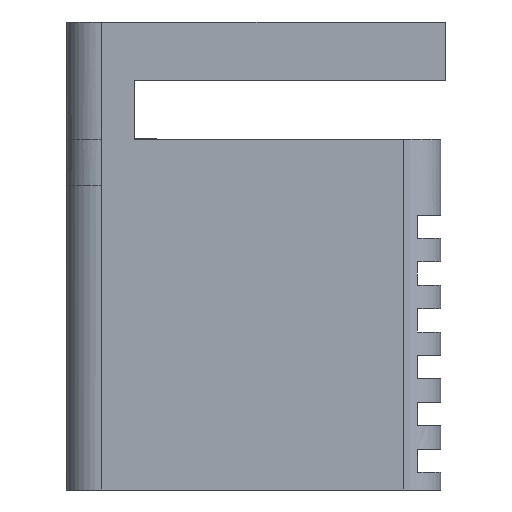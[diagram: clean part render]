
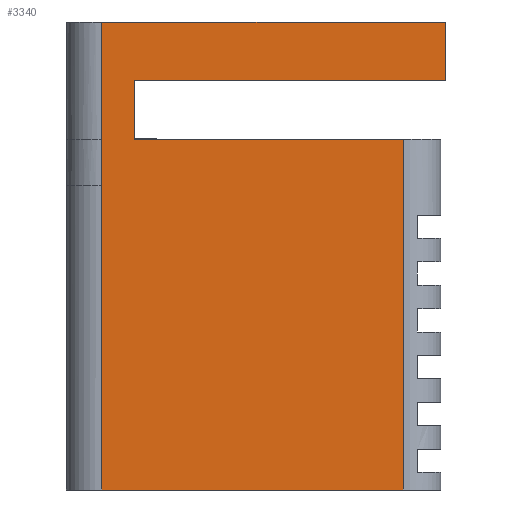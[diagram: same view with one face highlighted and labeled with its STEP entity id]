
A CAD part, front view. The second image highlights one B-rep face of the part: STEP entity #3340.
In plain terms, the highlighted planar face has unit normal (0, -1, 0).
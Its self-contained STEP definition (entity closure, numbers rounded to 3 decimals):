
#177=PLANE('',#3626);
#342=FACE_OUTER_BOUND('',#522,.T.);
#522=EDGE_LOOP('',(#3083,#3084,#3085,#3086,#3087,#3088,#3089,#3090,#3091,
#3092));
#689=LINE('',#4988,#1065);
#768=LINE('',#5214,#1144);
#798=LINE('',#5298,#1174);
#850=LINE('',#5405,#1226);
#885=LINE('',#5518,#1261);
#886=LINE('',#5520,#1262);
#887=LINE('',#5523,#1263);
#888=LINE('',#5525,#1264);
#889=LINE('',#5527,#1265);
#890=LINE('',#5528,#1266);
#1065=VECTOR('',#4006,10.);
#1144=VECTOR('',#4231,10.);
#1174=VECTOR('',#4355,10.);
#1226=VECTOR('',#4435,10.);
#1261=VECTOR('',#4506,1.);
#1262=VECTOR('',#4509,10.);
#1263=VECTOR('',#4512,10.);
#1264=VECTOR('',#4513,10.);
#1265=VECTOR('',#4514,10.);
#1266=VECTOR('',#4515,10.);
#1559=VERTEX_POINT('',#4985);
#1560=VERTEX_POINT('',#4987);
#1634=VERTEX_POINT('',#5212);
#1641=VERTEX_POINT('',#5296);
#1682=VERTEX_POINT('',#5403);
#1703=VERTEX_POINT('',#5505);
#1706=VERTEX_POINT('',#5511);
#1707=VERTEX_POINT('',#5522);
#1708=VERTEX_POINT('',#5524);
#1709=VERTEX_POINT('',#5526);
#1929=EDGE_CURVE('',#1560,#1559,#689,.T.);
#2045=EDGE_CURVE('',#1634,#1559,#768,.T.);
#2085=EDGE_CURVE('',#1634,#1641,#798,.T.);
#2137=EDGE_CURVE('',#1682,#1641,#850,.T.);
#2179=EDGE_CURVE('',#1706,#1703,#885,.T.);
#2180=EDGE_CURVE('',#1560,#1706,#886,.T.);
#2181=EDGE_CURVE('',#1707,#1682,#887,.T.);
#2182=EDGE_CURVE('',#1708,#1707,#888,.T.);
#2183=EDGE_CURVE('',#1709,#1708,#889,.T.);
#2184=EDGE_CURVE('',#1709,#1703,#890,.T.);
#3083=ORIENTED_EDGE('',*,*,#2045,.F.);
#3084=ORIENTED_EDGE('',*,*,#2085,.T.);
#3085=ORIENTED_EDGE('',*,*,#2137,.F.);
#3086=ORIENTED_EDGE('',*,*,#2181,.F.);
#3087=ORIENTED_EDGE('',*,*,#2182,.F.);
#3088=ORIENTED_EDGE('',*,*,#2183,.F.);
#3089=ORIENTED_EDGE('',*,*,#2184,.T.);
#3090=ORIENTED_EDGE('',*,*,#2179,.F.);
#3091=ORIENTED_EDGE('',*,*,#2180,.F.);
#3092=ORIENTED_EDGE('',*,*,#1929,.T.);
#3340=ADVANCED_FACE('',(#342),#177,.T.);
#3626=AXIS2_PLACEMENT_3D('',#5521,#4510,#4511);
#4006=DIRECTION('',(1.,0.,0.));
#4231=DIRECTION('',(0.,0.,-1.));
#4355=DIRECTION('',(-1.,0.,0.));
#4435=DIRECTION('',(0.,0.,-1.));
#4506=DIRECTION('',(0.,0.,1.));
#4509=DIRECTION('',(0.,0.,1.));
#4510=DIRECTION('center_axis',(0.,-1.,0.));
#4511=DIRECTION('ref_axis',(-1.,0.,0.));
#4512=DIRECTION('',(-1.,0.,0.));
#4513=DIRECTION('',(0.,0.,-1.));
#4514=DIRECTION('',(1.,0.,0.));
#4515=DIRECTION('',(0.,0.,-1.));
#4985=CARTESIAN_POINT('',(1.942,-23.115,-14.987));
#4987=CARTESIAN_POINT('',(-10.958,-23.115,-14.987));
#4988=CARTESIAN_POINT('',(-10.958,-23.115,-14.987));
#5212=CARTESIAN_POINT('',(1.942,-23.115,0.013));
#5214=CARTESIAN_POINT('',(1.942,-23.115,-1.487));
#5296=CARTESIAN_POINT('',(-9.558,-23.115,0.013));
#5298=CARTESIAN_POINT('',(-0.119,-23.115,0.013));
#5403=CARTESIAN_POINT('',(-9.558,-23.115,2.513));
#5405=CARTESIAN_POINT('',(-9.558,-23.115,5.013));
#5505=CARTESIAN_POINT('',(-10.958,-23.115,0.013));
#5511=CARTESIAN_POINT('',(-10.958,-23.115,-1.987));
#5518=CARTESIAN_POINT('',(-10.958,-23.115,2.013));
#5520=CARTESIAN_POINT('',(-10.958,-23.115,-14.987));
#5521=CARTESIAN_POINT('Origin',(4.22,-23.115,-1.487));
#5522=CARTESIAN_POINT('',(3.742,-23.115,2.513));
#5523=CARTESIAN_POINT('',(-1.651,-23.115,2.513));
#5524=CARTESIAN_POINT('',(3.742,-23.115,5.013));
#5525=CARTESIAN_POINT('',(3.742,-23.115,2.513));
#5526=CARTESIAN_POINT('',(-10.958,-23.115,5.013));
#5527=CARTESIAN_POINT('',(-11.708,-23.115,5.013));
#5528=CARTESIAN_POINT('',(-10.958,-23.115,5.013));
